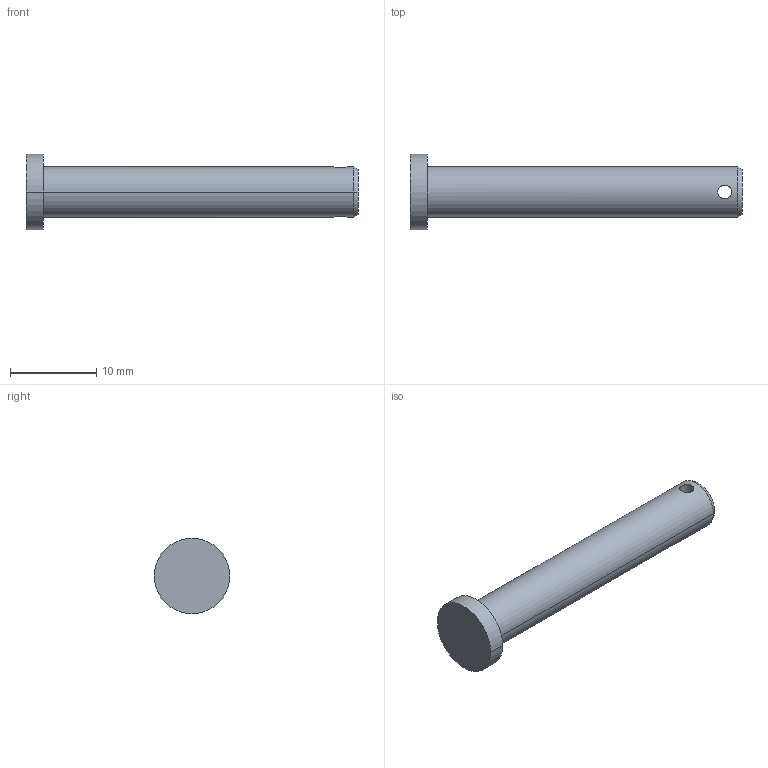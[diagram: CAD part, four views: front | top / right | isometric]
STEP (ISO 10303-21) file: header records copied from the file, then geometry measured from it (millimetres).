
FILE_DESCRIPTION (( 'STEP AP203' ), '1' );
FILE_NAME ('axe.STEP', '2017-03-30T19:39:12', ( '' ), ( '' ), 'SwSTEP 2.0', 'SolidWorks 2013', '' );
FILE_SCHEMA (( 'CONFIG_CONTROL_DESIGN' ));
Length unit declared in the file: millimetre
Products named in the file (1): axe
Bounding box: 38.5 x 8.75 x 8.75 mm (x, y, z)
Volume: 1071.8 mm3; surface area: 860.7 mm2
Topology: 1 solids, 1 shells, 11 faces, 22 edges, 14 vertices
Faces by surface type: cylinder 6, plane 3, cone 2
Entity records: 427 total; most frequent: CARTESIAN_POINT 112, DIRECTION 52, ORIENTED_EDGE 44, AXIS2_PLACEMENT_3D 22, EDGE_CURVE 22, EDGE_LOOP 14, VERTEX_POINT 14, FACE_OUTER_BOUND 11
